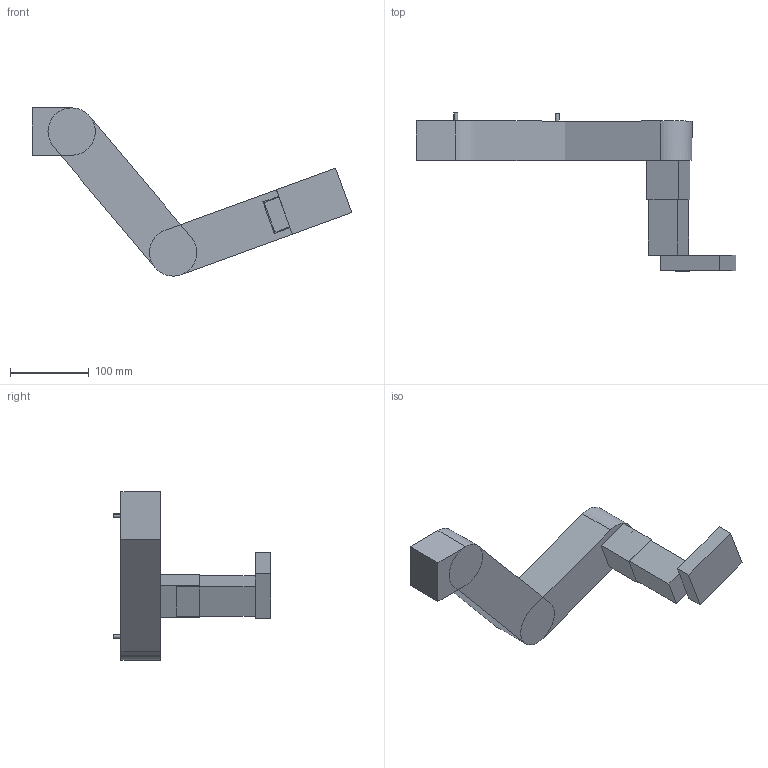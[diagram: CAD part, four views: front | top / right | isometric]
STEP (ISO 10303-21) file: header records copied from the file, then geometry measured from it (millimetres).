
FILE_DESCRIPTION((''),'2;1');
FILE_NAME('BAUGRUPPE_ASM','2017-03-28T',('wenleder'),(''),'PRO/ENGINEER BY PARAMETRIC TECHNOLOGY CORPORATION, 2015280','PRO/ENGINEER BY PARAMETRIC TECHNOLOGY CORPORATION, 2015280','');
FILE_SCHEMA(('AUTOMOTIVE_DESIGN { 1 0 10303 214 1 1 1 1 }'));
Length unit declared in the file: millimetre
Products named in the file (5): GESTELL; SEGMENT1; SEGMENT2; SEGMENT3; BAUGRUPPE_ASM
Assembly tree (4 placements, depth 2):
  BAUGRUPPE_ASM
    GESTELL
    SEGMENT1
    SEGMENT2
    SEGMENT3
Bounding box: 404.95 x 200 x 213.21 mm (x, y, z)
Volume: 1899821.9 mm3; surface area: 170298.6 mm2
Topology: 4 solids, 4 shells, 42 faces, 90 edges, 58 vertices
Faces by surface type: plane 33, cylinder 9
Entity records: 2097 total; most frequent: DIRECTION 212, CARTESIAN_POINT 212, ORIENTED_EDGE 180, PROPERTY_DEFINITION 103, REPRESENTATION 99, PROPERTY_DEFINITION_REPRESENTATION 99, PRESENTATION_STYLE_ASSIGNMENT 94, STYLED_ITEM 94
